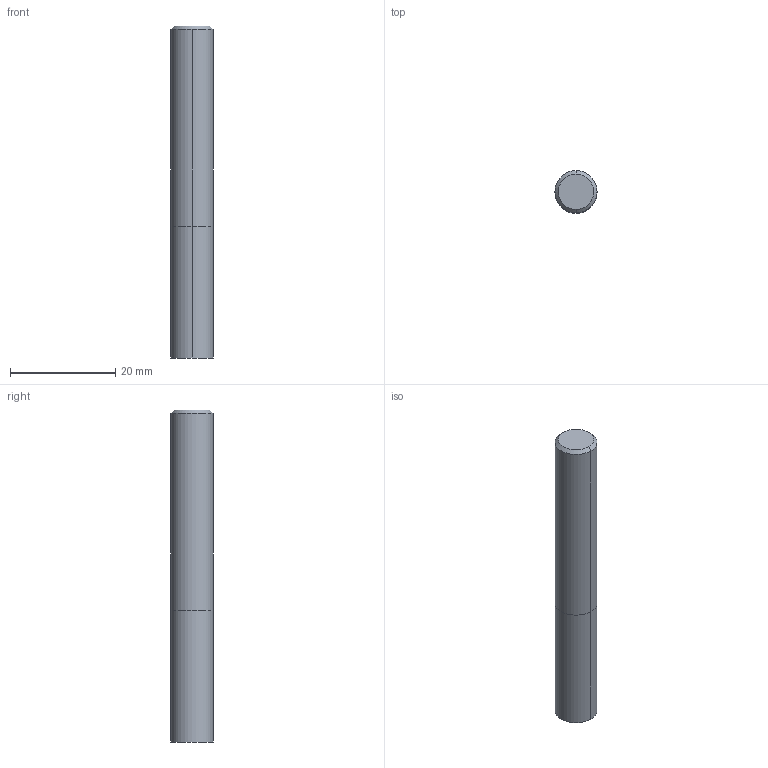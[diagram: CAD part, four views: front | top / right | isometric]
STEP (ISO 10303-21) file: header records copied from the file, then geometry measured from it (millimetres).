
FILE_DESCRIPTION(('STEP AP214'),'1');
FILE_NAME('31155156_EDE43.stp','2024-07-01T11:39:33',(' '),(' '),'Spatial InterOp 3D',' ',' ');
FILE_SCHEMA(('AUTOMOTIVE_DESIGN { 1 0 10303 214 1 1 1 1 }'));
Length unit declared in the file: millimetre
Products named in the file (1): 1
Bounding box: 8 x 8 x 63 mm (x, y, z)
Volume: 3161.9 mm3; surface area: 1774.5 mm2
Topology: 2 solids, 2 shells, 10 faces, 68 edges, 105 vertices
Faces by surface type: cylinder 4, plane 4, cone 2
Entity records: 945 total; most frequent: DIRECTION 120, CARTESIAN_POINT 94, STYLED_ITEM 55, PRESENTATION_STYLE_ASSIGNMENT 55, COLOUR_RGB 55, COMPOSITE_CURVE_SEGMENT 52, TRIMMED_CURVE 52, COMPOSITE_CURVE 45
